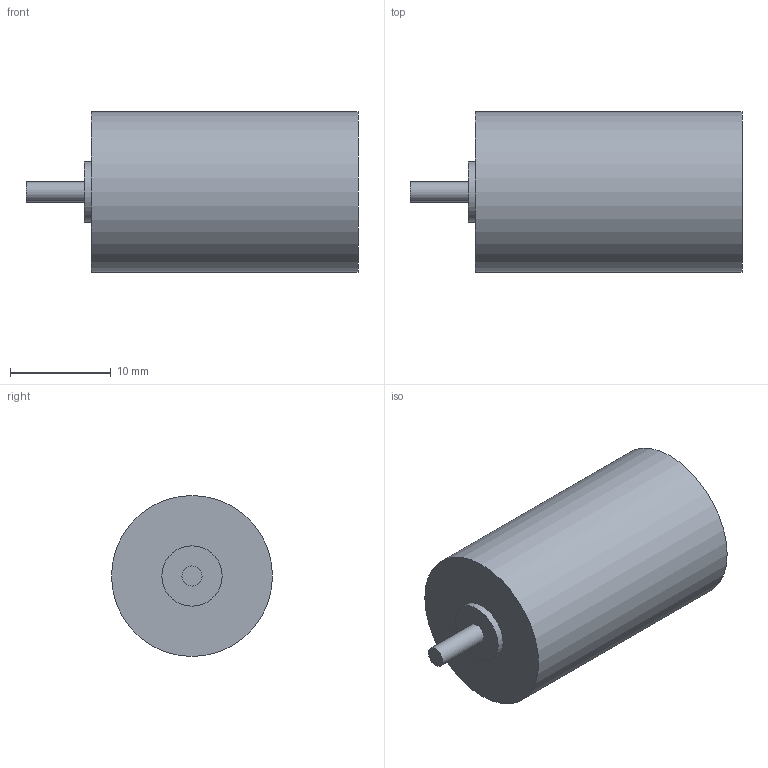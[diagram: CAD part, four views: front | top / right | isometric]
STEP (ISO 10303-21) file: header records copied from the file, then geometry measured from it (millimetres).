
FILE_DESCRIPTION(/* description */ (''),/* implementation_level */ '2;1');
FILE_NAME(/* name */ 'Motor1.stp',/* time_stamp */ '2021-07-17T18:29:57-05:00',/* author */ ('Usuario'),/* organization */ (''),/* preprocessor_version */ 'ST-DEVELOPER v18',/* originating_system */ 'Autodesk Inventor 2020',/* authorisation */ '');
FILE_SCHEMA (('AUTOMOTIVE_DESIGN { 1 0 10303 214 3 1 1 }'));
Length unit declared in the file: millimetre
Products named in the file (1): Motor1
Bounding box: 33 x 16 x 16 mm (x, y, z)
Volume: 5366.2 mm3; surface area: 1783.8 mm2
Topology: 1 solids, 1 shells, 7 faces, 15 edges, 12 vertices
Faces by surface type: plane 4, cylinder 3
Full cylindrical faces by diameter (mm): 2 x1, 6 x1, 16 x1
Entity records: 250 total; most frequent: DIRECTION 43, CARTESIAN_POINT 35, ORIENTED_EDGE 30, AXIS2_PLACEMENT_3D 20, EDGE_CURVE 15, CIRCLE 12, VERTEX_POINT 12, EDGE_LOOP 9
